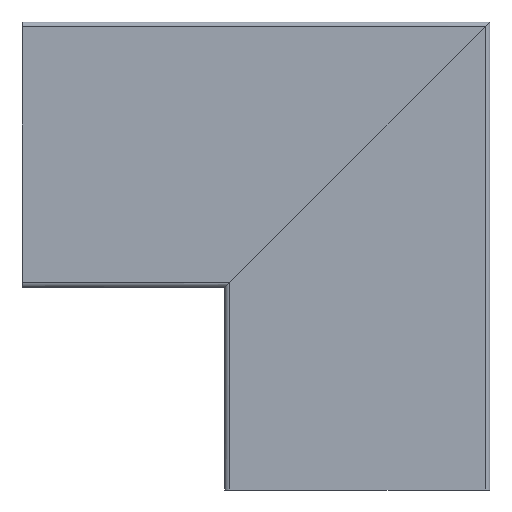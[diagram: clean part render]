
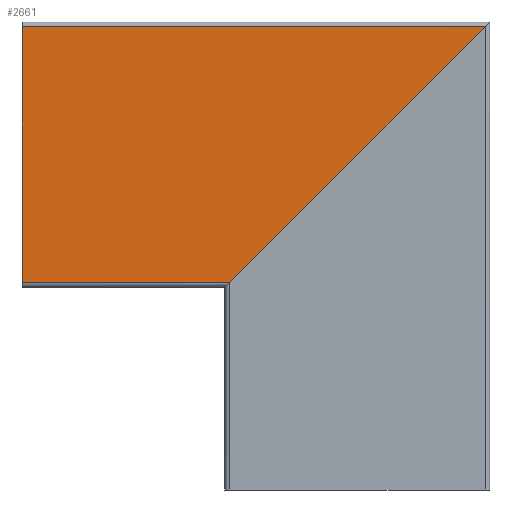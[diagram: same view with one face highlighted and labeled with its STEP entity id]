
A CAD part, left-side view. The second image highlights one B-rep face of the part: STEP entity #2661.
In plain terms, the highlighted planar face has unit normal (-1, 0, 0).
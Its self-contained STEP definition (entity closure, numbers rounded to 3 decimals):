
#75 = VERTEX_POINT ( 'NONE', #704 ) ;
#77 = EDGE_CURVE ( 'NONE', #1143, #1569, #1947, .T. ) ;
#110 = CARTESIAN_POINT ( 'NONE',  ( 0., -97., 300. ) ) ;
#285 = CARTESIAN_POINT ( 'NONE',  ( 0., 67., 300. ) ) ;
#492 = DIRECTION ( 'NONE',  ( 0., 0., -1. ) ) ;
#587 = ORIENTED_EDGE ( 'NONE', *, *, #999, .F. ) ;
#649 = DIRECTION ( 'NONE',  ( 0., -1., 0. ) ) ;
#704 = CARTESIAN_POINT ( 'NONE',  ( 0., -97., 3. ) ) ;
#819 = VECTOR ( 'NONE', #3441, 1000. ) ;
#887 = LINE ( 'NONE', #2213, #819 ) ;
#930 = VECTOR ( 'NONE', #492, 1000. ) ;
#954 = LINE ( 'NONE', #1119, #930 ) ;
#999 = EDGE_CURVE ( 'NONE', #1569, #75, #954, .T. ) ;
#1083 = EDGE_CURVE ( 'NONE', #1143, #1671, #887, .T. ) ;
#1119 = CARTESIAN_POINT ( 'NONE',  ( 0., -97., 300. ) ) ;
#1143 = VERTEX_POINT ( 'NONE', #285 ) ;
#1317 = PLANE ( 'NONE',  #3052 ) ;
#1323 = DIRECTION ( 'NONE',  ( 1., 0., 0. ) ) ;
#1326 = DIRECTION ( 'NONE',  ( 0., 0., -1. ) ) ;
#1425 = CARTESIAN_POINT ( 'NONE',  ( 0., 67., 167. ) ) ;
#1569 = VERTEX_POINT ( 'NONE', #3544 ) ;
#1671 = VERTEX_POINT ( 'NONE', #1425 ) ;
#1942 = VECTOR ( 'NONE', #649, 1000. ) ;
#1947 = LINE ( 'NONE', #110, #1942 ) ;
#1992 = VECTOR ( 'NONE', #3390, 1000. ) ;
#2007 = LINE ( 'NONE', #3291, #1992 ) ;
#2103 = ORIENTED_EDGE ( 'NONE', *, *, #1083, .T. ) ;
#2158 = CARTESIAN_POINT ( 'NONE',  ( 0., -97., 300. ) ) ;
#2199 = ORIENTED_EDGE ( 'NONE', *, *, #77, .F. ) ;
#2213 = CARTESIAN_POINT ( 'NONE',  ( 0., 67., 300. ) ) ;
#2235 = EDGE_LOOP ( 'NONE', ( #2103, #2456, #587, #2199 ) ) ;
#2456 = ORIENTED_EDGE ( 'NONE', *, *, #3434, .F. ) ;
#2661 = ADVANCED_FACE ( 'NONE', ( #2895 ), #1317, .F. ) ;
#2895 = FACE_OUTER_BOUND ( 'NONE', #2235, .T. ) ;
#3052 = AXIS2_PLACEMENT_3D ( 'NONE', #2158, #1323, #1326 ) ;
#3291 = CARTESIAN_POINT ( 'NONE',  ( 0., 70., 170. ) ) ;
#3390 = DIRECTION ( 'NONE',  ( 0., 0.707, 0.707 ) ) ;
#3434 = EDGE_CURVE ( 'NONE', #75, #1671, #2007, .T. ) ;
#3441 = DIRECTION ( 'NONE',  ( 0., 0., -1. ) ) ;
#3544 = CARTESIAN_POINT ( 'NONE',  ( 0., -97., 300. ) ) ;
